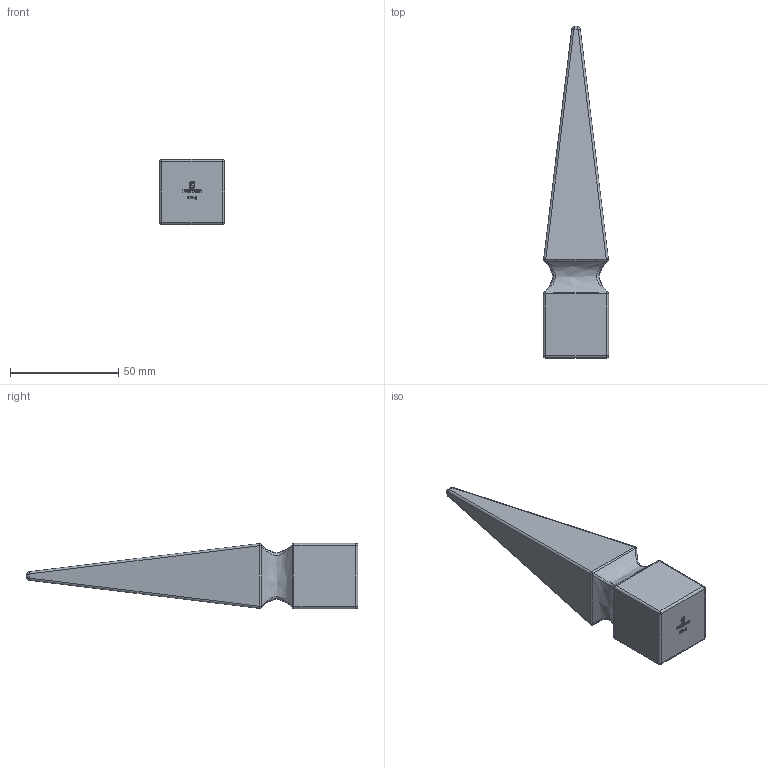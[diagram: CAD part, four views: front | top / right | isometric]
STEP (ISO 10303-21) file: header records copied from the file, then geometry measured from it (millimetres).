
FILE_DESCRIPTION (( 'STEP AP203' ), '1' );
FILE_NAME ('121-8.STEP', '2024-02-06T07:35:42', ( '' ), ( '' ), 'SwSTEP 2.0', 'SolidWorks 2018', '' );
FILE_SCHEMA (( 'CONFIG_CONTROL_DESIGN' ));
Length unit declared in the file: millimetre
Products named in the file (1): 121-8
Bounding box: 30 x 153 x 30 mm (x, y, z)
Volume: 72255.2 mm3; surface area: 13251 mm2
Topology: 1 solids, 1 shells, 265 faces, 683 edges, 431 vertices
Faces by surface type: plane 126, bspline 111, cylinder 16, sphere 12
Entity records: 12684 total; most frequent: CARTESIAN_POINT 6963, ORIENTED_EDGE 1350, DIRECTION 819, EDGE_CURVE 675, VERTEX_POINT 431, LINE 413, VECTOR 413, EDGE_LOOP 284
